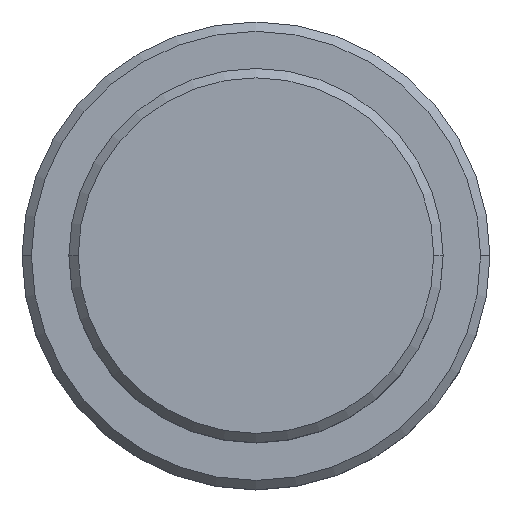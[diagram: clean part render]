
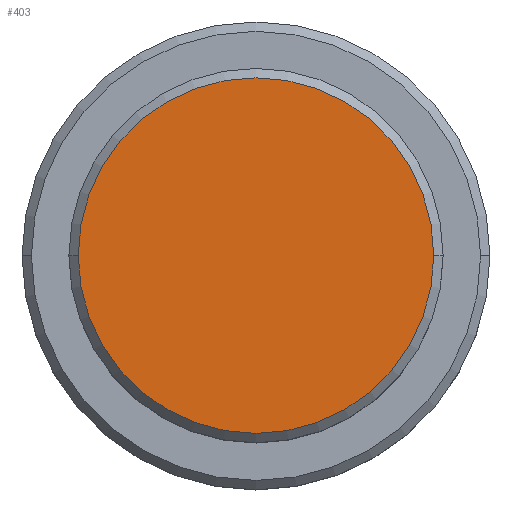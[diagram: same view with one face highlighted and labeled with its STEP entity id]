
A CAD part, top view. The second image highlights one B-rep face of the part: STEP entity #403.
In plain terms, the highlighted planar face has unit normal (0, 0, 1).
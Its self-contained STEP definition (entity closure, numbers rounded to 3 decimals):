
#26 = AXIS2_PLACEMENT_3D ( 'NONE', #34, #370, #812 ) ;
#34 = CARTESIAN_POINT ( 'NONE',  ( 0., 0., 0. ) ) ;
#146 = EDGE_CURVE ( 'NONE', #932, #1006, #1012, .T. ) ;
#370 = DIRECTION ( 'NONE',  ( 0., 0., 1. ) ) ;
#403 = ADVANCED_FACE ( 'NONE', ( #463 ), #909, .T. ) ;
#405 = DIRECTION ( 'NONE',  ( 0., 0., 1. ) ) ;
#418 = CIRCLE ( 'NONE', #26, 9.5 ) ;
#429 = ORIENTED_EDGE ( 'NONE', *, *, #146, .T. ) ;
#440 = AXIS2_PLACEMENT_3D ( 'NONE', #936, #1233, #1321 ) ;
#463 = FACE_OUTER_BOUND ( 'NONE', #819, .T. ) ;
#483 = CARTESIAN_POINT ( 'NONE',  ( -9.5, 0., 0. ) ) ;
#490 = DIRECTION ( 'NONE',  ( 1., 0., 0. ) ) ;
#781 = ORIENTED_EDGE ( 'NONE', *, *, #1385, .T. ) ;
#812 = DIRECTION ( 'NONE',  ( 1., 0., 0. ) ) ;
#819 = EDGE_LOOP ( 'NONE', ( #429, #781 ) ) ;
#873 = AXIS2_PLACEMENT_3D ( 'NONE', #1259, #405, #490 ) ;
#909 = PLANE ( 'NONE',  #440 ) ;
#932 = VERTEX_POINT ( 'NONE', #483 ) ;
#936 = CARTESIAN_POINT ( 'NONE',  ( 0., 0., 0. ) ) ;
#1006 = VERTEX_POINT ( 'NONE', #1261 ) ;
#1012 = CIRCLE ( 'NONE', #873, 9.5 ) ;
#1233 = DIRECTION ( 'NONE',  ( 0., 0., 1. ) ) ;
#1259 = CARTESIAN_POINT ( 'NONE',  ( 0., 0., 0. ) ) ;
#1261 = CARTESIAN_POINT ( 'NONE',  ( 9.5, 0., 0. ) ) ;
#1321 = DIRECTION ( 'NONE',  ( 1., 0., 0. ) ) ;
#1385 = EDGE_CURVE ( 'NONE', #1006, #932, #418, .T. ) ;
